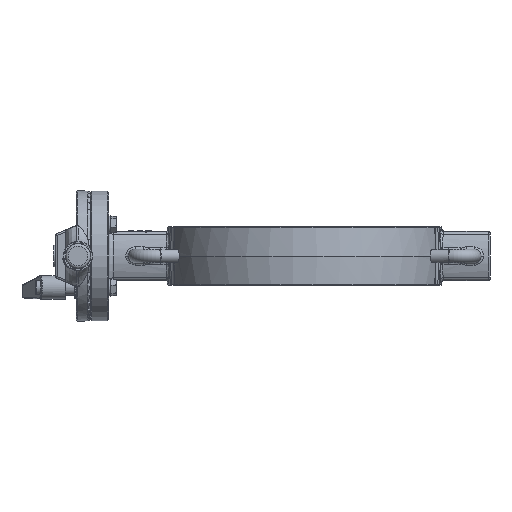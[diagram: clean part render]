
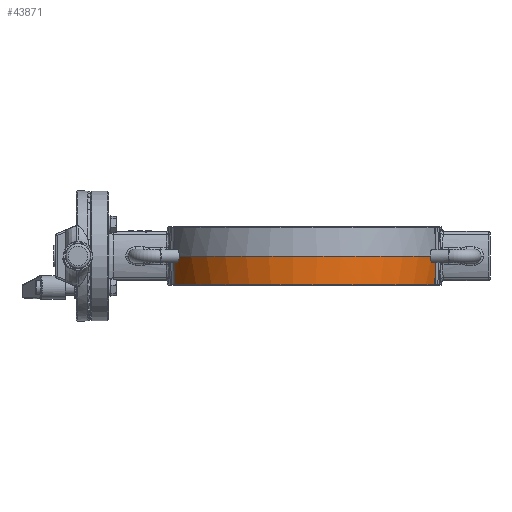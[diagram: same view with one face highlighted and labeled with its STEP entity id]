
A CAD part, left-side view. The second image highlights one B-rep face of the part: STEP entity #43871.
In plain terms, the highlighted conical face has half-angle 2.981 degrees and reference radius 159.5 mm.
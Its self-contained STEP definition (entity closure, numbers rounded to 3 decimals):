
#675=CONICAL_SURFACE('',#46477,159.5,0.052);
#1210=B_SPLINE_CURVE_WITH_KNOTS('',3,(#67407,#67408,#67409,#67410,#67411,
#67412,#67413),.UNSPECIFIED.,.F.,.F.,(4,3,4),(0.,0.012,0.028),
 .UNSPECIFIED.);
#1211=B_SPLINE_CURVE_WITH_KNOTS('',3,(#67417,#67418,#67419,#67420,#67421,
#67422,#67423),.UNSPECIFIED.,.F.,.F.,(4,3,4),(0.,0.016,
0.028),.UNSPECIFIED.);
#1212=B_SPLINE_CURVE_WITH_KNOTS('',3,(#67425,#67426,#67427,#67428,#67429,
#67430,#67431,#67432),.UNSPECIFIED.,.F.,.F.,(4,2,2,4),(2.821,
3.017,3.347,3.47),.UNSPECIFIED.);
#1213=B_SPLINE_CURVE_WITH_KNOTS('',3,(#67436,#67437,#67438,#67439,#67440,
#67441,#67442,#67443,#67444,#67445,#67446,#67447,#67448),.UNSPECIFIED.,
 .F.,.F.,(4,2,2,2,3,4),(-1.203,-0.904,-0.601,
-0.3,0.,0.007),.UNSPECIFIED.);
#1214=B_SPLINE_CURVE_WITH_KNOTS('',3,(#67452,#67453,#67454,#67455,#67456,
#67457,#67458,#67459,#67460,#67461,#67462,#67463),.UNSPECIFIED.,.F.,.F.,
(4,2,2,2,2,4),(-2.424,-2.417,-2.116,-1.816,
-1.513,-1.214),.UNSPECIFIED.);
#1215=B_SPLINE_CURVE_WITH_KNOTS('',3,(#67466,#67467,#67468,#67469,#67470,
#67471,#67472,#67473),.UNSPECIFIED.,.F.,.F.,(4,2,2,4),(1.138,
1.442,1.773,1.787),.UNSPECIFIED.);
#3903=FACE_OUTER_BOUND('',#6428,.T.);
#6428=EDGE_LOOP('',(#29482,#29483,#29484,#29485,#29486,#29487,#29488,#29489,
#29490,#29491));
#14912=CIRCLE('',#46478,157.775);
#14913=CIRCLE('',#46479,159.083);
#14914=CIRCLE('',#46480,159.5);
#14915=CIRCLE('',#46481,159.083);
#17534=VERTEX_POINT('',#67405);
#17535=VERTEX_POINT('',#67406);
#17536=VERTEX_POINT('',#67414);
#17537=VERTEX_POINT('',#67416);
#17538=VERTEX_POINT('',#67424);
#17539=VERTEX_POINT('',#67433);
#17540=VERTEX_POINT('',#67435);
#17541=VERTEX_POINT('',#67449);
#17542=VERTEX_POINT('',#67451);
#17543=VERTEX_POINT('',#67464);
#22026=EDGE_CURVE('',#17534,#17535,#1210,.T.);
#22027=EDGE_CURVE('',#17535,#17536,#14912,.T.);
#22028=EDGE_CURVE('',#17536,#17537,#1211,.T.);
#22029=EDGE_CURVE('',#17537,#17538,#1212,.T.);
#22030=EDGE_CURVE('',#17539,#17538,#14913,.T.);
#22031=EDGE_CURVE('',#17539,#17540,#1213,.T.);
#22032=EDGE_CURVE('',#17541,#17540,#14914,.T.);
#22033=EDGE_CURVE('',#17541,#17542,#1214,.T.);
#22034=EDGE_CURVE('',#17542,#17543,#14915,.T.);
#22035=EDGE_CURVE('',#17543,#17534,#1215,.T.);
#29482=ORIENTED_EDGE('',*,*,#22026,.T.);
#29483=ORIENTED_EDGE('',*,*,#22027,.T.);
#29484=ORIENTED_EDGE('',*,*,#22028,.T.);
#29485=ORIENTED_EDGE('',*,*,#22029,.T.);
#29486=ORIENTED_EDGE('',*,*,#22030,.F.);
#29487=ORIENTED_EDGE('',*,*,#22031,.T.);
#29488=ORIENTED_EDGE('',*,*,#22032,.F.);
#29489=ORIENTED_EDGE('',*,*,#22033,.T.);
#29490=ORIENTED_EDGE('',*,*,#22034,.T.);
#29491=ORIENTED_EDGE('',*,*,#22035,.T.);
#43871=ADVANCED_FACE('',(#3903),#675,.T.);
#46477=AXIS2_PLACEMENT_3D('',#67404,#51504,#51505);
#46478=AXIS2_PLACEMENT_3D('',#67415,#51506,#51507);
#46479=AXIS2_PLACEMENT_3D('',#67434,#51508,#51509);
#46480=AXIS2_PLACEMENT_3D('',#67450,#51510,#51511);
#46481=AXIS2_PLACEMENT_3D('',#67465,#51512,#51513);
#51504=DIRECTION('center_axis',(0.,0.,1.));
#51505=DIRECTION('ref_axis',(0.,-1.,0.));
#51506=DIRECTION('center_axis',(0.,0.,1.));
#51507=DIRECTION('ref_axis',(0.,1.,0.));
#51508=DIRECTION('center_axis',(0.,0.,1.));
#51509=DIRECTION('ref_axis',(0.,-1.,0.));
#51510=DIRECTION('center_axis',(0.,0.,1.));
#51511=DIRECTION('ref_axis',(0.,-1.,0.));
#51512=DIRECTION('center_axis',(0.,0.,-1.));
#51513=DIRECTION('ref_axis',(0.,1.,0.));
#67404=CARTESIAN_POINT('Origin',(0.,0.,33.6));
#67405=CARTESIAN_POINT('',(-51.994,150.478,27.984));
#67406=CARTESIAN_POINT('',(-49.778,149.716,0.474));
#67407=CARTESIAN_POINT('Ctrl Pts',(-51.994,150.478,27.984));
#67408=CARTESIAN_POINT('Ctrl Pts',(-51.713,150.36,24.083));
#67409=CARTESIAN_POINT('Ctrl Pts',(-51.42,150.246,20.183));
#67410=CARTESIAN_POINT('Ctrl Pts',(-51.113,150.136,16.284));
#67411=CARTESIAN_POINT('Ctrl Pts',(-50.697,149.988,11.012));
#67412=CARTESIAN_POINT('Ctrl Pts',(-50.256,149.847,5.742));
#67413=CARTESIAN_POINT('Ctrl Pts',(-49.778,149.716,0.474));
#67414=CARTESIAN_POINT('',(-49.778,-149.716,0.474));
#67415=CARTESIAN_POINT('Origin',(0.,0.,0.474));
#67416=CARTESIAN_POINT('',(-51.994,-150.478,27.984));
#67417=CARTESIAN_POINT('Ctrl Pts',(-49.778,-149.716,
0.474));
#67418=CARTESIAN_POINT('Ctrl Pts',(-50.256,-149.847,
5.742));
#67419=CARTESIAN_POINT('Ctrl Pts',(-50.697,-149.988,
11.012));
#67420=CARTESIAN_POINT('Ctrl Pts',(-51.113,-150.136,
16.284));
#67421=CARTESIAN_POINT('Ctrl Pts',(-51.42,-150.246,
20.183));
#67422=CARTESIAN_POINT('Ctrl Pts',(-51.713,-150.36,
24.083));
#67423=CARTESIAN_POINT('Ctrl Pts',(-51.994,-150.478,
27.984));
#67424=CARTESIAN_POINT('',(-57.469,-148.34,25.6));
#67425=CARTESIAN_POINT('Ctrl Pts',(-51.994,-150.478,
27.984));
#67426=CARTESIAN_POINT('Ctrl Pts',(-52.427,-150.303,27.527));
#67427=CARTESIAN_POINT('Ctrl Pts',(-52.916,-150.11,
27.127));
#67428=CARTESIAN_POINT('Ctrl Pts',(-54.322,-149.559,
26.231));
#67429=CARTESIAN_POINT('Ctrl Pts',(-55.31,-149.177,
25.853));
#67430=CARTESIAN_POINT('Ctrl Pts',(-56.707,-148.635,
25.631));
#67431=CARTESIAN_POINT('Ctrl Pts',(-57.088,-148.488,
25.6));
#67432=CARTESIAN_POINT('Ctrl Pts',(-57.469,-148.34,
25.6));
#67433=CARTESIAN_POINT('',(-60.077,-147.303,25.6));
#67434=CARTESIAN_POINT('Origin',(0.,0.,25.6));
#67435=CARTESIAN_POINT('',(-67.599,-144.467,33.6));
#67436=CARTESIAN_POINT('Ctrl Pts',(-60.077,-147.303,
25.6));
#67437=CARTESIAN_POINT('Ctrl Pts',(-61.,-146.927,
25.6));
#67438=CARTESIAN_POINT('Ctrl Pts',(-61.982,-146.526,
25.794));
#67439=CARTESIAN_POINT('Ctrl Pts',(-63.813,-145.783,
26.591));
#67440=CARTESIAN_POINT('Ctrl Pts',(-64.659,-145.443,
27.202));
#67441=CARTESIAN_POINT('Ctrl Pts',(-65.997,-144.922,
28.613));
#67442=CARTESIAN_POINT('Ctrl Pts',(-66.58,-144.705,
29.504));
#67443=CARTESIAN_POINT('Ctrl Pts',(-67.369,-144.452,
31.461));
#67444=CARTESIAN_POINT('Ctrl Pts',(-67.576,-144.416,
32.527));
#67445=CARTESIAN_POINT('Ctrl Pts',(-67.598,-144.463,
33.527));
#67446=CARTESIAN_POINT('Ctrl Pts',(-67.598,-144.464,
33.551));
#67447=CARTESIAN_POINT('Ctrl Pts',(-67.599,-144.465,
33.576));
#67448=CARTESIAN_POINT('Ctrl Pts',(-67.599,-144.467,
33.6));
#67449=CARTESIAN_POINT('',(-67.599,144.467,33.6));
#67450=CARTESIAN_POINT('Origin',(0.,0.,33.6));
#67451=CARTESIAN_POINT('',(-60.077,147.303,25.6));
#67452=CARTESIAN_POINT('Ctrl Pts',(-67.599,144.467,33.6));
#67453=CARTESIAN_POINT('Ctrl Pts',(-67.599,144.465,33.576));
#67454=CARTESIAN_POINT('Ctrl Pts',(-67.598,144.464,33.551));
#67455=CARTESIAN_POINT('Ctrl Pts',(-67.576,144.416,32.527));
#67456=CARTESIAN_POINT('Ctrl Pts',(-67.369,144.452,31.461));
#67457=CARTESIAN_POINT('Ctrl Pts',(-66.58,144.705,29.504));
#67458=CARTESIAN_POINT('Ctrl Pts',(-65.997,144.922,28.613));
#67459=CARTESIAN_POINT('Ctrl Pts',(-64.659,145.443,27.202));
#67460=CARTESIAN_POINT('Ctrl Pts',(-63.813,145.783,26.591));
#67461=CARTESIAN_POINT('Ctrl Pts',(-61.982,146.526,25.794));
#67462=CARTESIAN_POINT('Ctrl Pts',(-61.,146.927,25.6));
#67463=CARTESIAN_POINT('Ctrl Pts',(-60.077,147.303,25.6));
#67464=CARTESIAN_POINT('',(-57.469,148.34,25.6));
#67465=CARTESIAN_POINT('Origin',(0.,0.,25.6));
#67466=CARTESIAN_POINT('Ctrl Pts',(-57.469,148.34,25.6));
#67467=CARTESIAN_POINT('Ctrl Pts',(-56.522,148.707,25.6));
#67468=CARTESIAN_POINT('Ctrl Pts',(-55.579,149.072,25.789));
#67469=CARTESIAN_POINT('Ctrl Pts',(-53.727,149.792,26.538));
#67470=CARTESIAN_POINT('Ctrl Pts',(-52.828,150.142,27.131));
#67471=CARTESIAN_POINT('Ctrl Pts',(-52.054,150.454,27.921));
#67472=CARTESIAN_POINT('Ctrl Pts',(-52.024,150.466,27.952));
#67473=CARTESIAN_POINT('Ctrl Pts',(-51.994,150.478,27.984));
